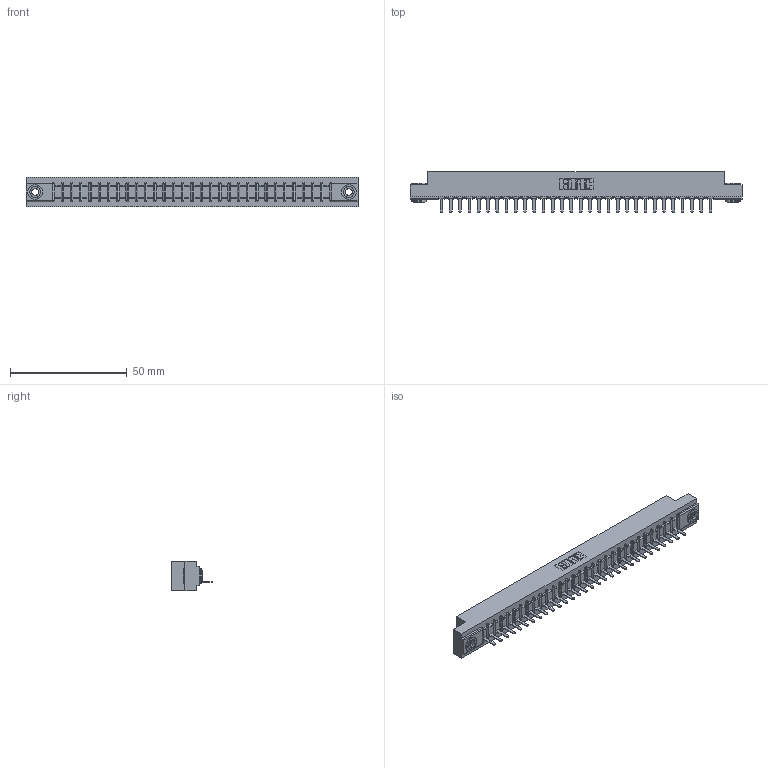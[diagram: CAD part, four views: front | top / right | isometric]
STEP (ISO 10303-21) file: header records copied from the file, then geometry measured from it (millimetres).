
FILE_DESCRIPTION (( 'STEP AP203' ), '1' );
FILE_NAME ('307-030-421-103.STEP', '2020-09-28T11:42:33', ( '' ), ( '' ), 'SwSTEP 2.0', 'SolidWorks 2020', '' );
FILE_SCHEMA (( 'CONFIG_CONTROL_DESIGN' ));
Length unit declared in the file: inch
Products named in the file (4): 345-250-002_345-250-002-102; 307-290-002_521; 307-030-421-103; 307 Part_.156 Dia Mounting Holes
Assembly tree (33 placements, depth 2):
  307-030-421-103
    307 Part_.156 Dia Mounting Holes
    307-290-002_521  x30
    345-250-002_345-250-002-102  x2
Bounding box: 141.88 x 17.42 x 12.7 mm (x, y, z)
Volume: 15097 mm3; surface area: 18973.9 mm2
Topology: 33 solids, 33 shells, 2421 faces, 7395 edges, 4842 vertices
Faces by surface type: plane 1444, cylinder 907, sphere 62, cone 8
Entity records: 28981 total; most frequent: CARTESIAN_POINT 4865, ORIENTED_EDGE 4846, DIRECTION 4747, EDGE_CURVE 2423, LINE 1843, VECTOR 1843, VERTEX_POINT 1570, AXIS2_PLACEMENT_3D 1452
